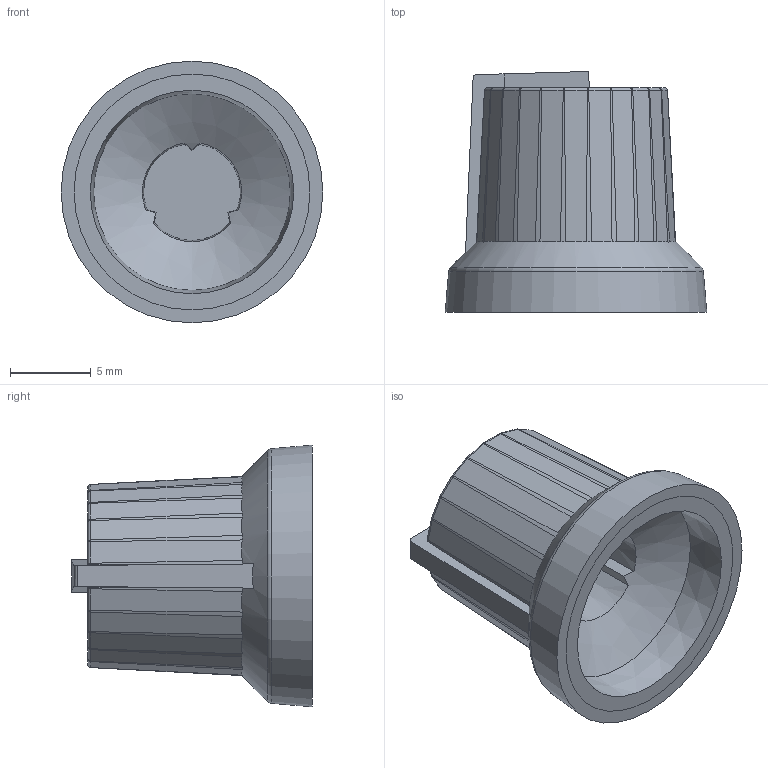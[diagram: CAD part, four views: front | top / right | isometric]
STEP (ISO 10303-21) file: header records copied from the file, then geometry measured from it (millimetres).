
FILE_DESCRIPTION(/* description */ (''),/* implementation_level */ '2;1');
FILE_NAME(/* name */ 'CL170845CR K87MBR 6mm SPL black yellow.stp',/* time_stamp */ '2024-02-15T14:45:04+00:00',/* author */ ('tottley'),/* organization */ (''),/* preprocessor_version */ 'ST-DEVELOPER v18.1',/* originating_system */ 'Autodesk Inventor 2022',/* authorisation */ '');
FILE_SCHEMA (('AUTOMOTIVE_DESIGN { 1 0 10303 214 3 1 1 }'));
Length unit declared in the file: millimetre
Products named in the file (1): CL170845CR K87MBR 6mm SPL black yellow
Bounding box: 16.2 x 14.9 x 16.2 mm (x, y, z)
Volume: 1223.5 mm3; surface area: 1192.1 mm2
Topology: 1 solids, 1 shells, 124 faces, 360 edges, 240 vertices
Faces by surface type: plane 42, cone 31, cylinder 26, torus 25
Entity records: 4242 total; most frequent: CARTESIAN_POINT 899, ORIENTED_EDGE 720, DIRECTION 665, EDGE_CURVE 360, AXIS2_PLACEMENT_3D 267, VERTEX_POINT 240, LINE 131, VECTOR 131
